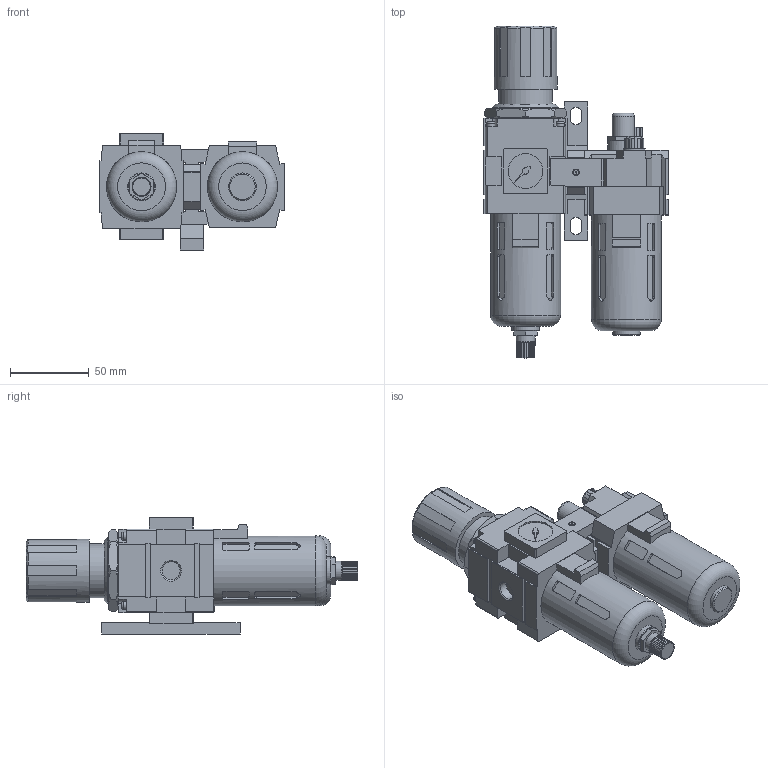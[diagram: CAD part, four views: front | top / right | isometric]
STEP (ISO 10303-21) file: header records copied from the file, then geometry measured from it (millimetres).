
FILE_DESCRIPTION(/* description */ ('STEP AP203'),/* implementation_level */ '2;1');
FILE_NAME(/* name */ 'EIC3010-022',/* time_stamp */ '2024-05-13T08:50:05+02:00',/* author */ ('License CC BY-ND 4.0'),/* organization */ ('CADENAS'),/* preprocessor_version */ 'ST-DEVELOPER v19.3',/* originating_system */ 'PARTsolutions',/* authorisation */ ' ');
FILE_SCHEMA (('CONFIG_CONTROL_DESIGN'));
Length unit declared in the file: millimetre
Products named in the file (5): EIC3010-022; EIC3010-022_dummy; EIW300-022(FR.L); T3000(FR-L); EIL3000-022(FR.L)
Assembly tree (4 placements, depth 2):
  EIC3010-022
    EIC3010-022_dummy
    EIW300-022(FR.L)
    T3000(FR-L)
    EIL3000-022(FR.L)
Bounding box: 117 x 210.5 x 73.6 mm (x, y, z)
Volume: 590421.6 mm3; surface area: 84072 mm2
Topology: 3 solids, 3 shells, 793 faces, 2123 edges, 1403 vertices
Faces by surface type: plane 579, cylinder 165, cone 41, torus 8
Full cylindrical faces by diameter (mm): 3.242 x4, 3.5 x1, 4.2 x1, 5 x5, 11.445 x4, 12 x4, 14 x1, 17.5 x2, 17.8 x2, 18.2 x2, 22 x1, 23.8 x2, 24.2 x2, 34 x1, 40 x1, 42 x1, 44.4 x2
Entity records: 27193 total; most frequent: CARTESIAN_POINT 4794, ORIENTED_EDGE 4064, DIRECTION 3863, EDGE_CURVE 2032, LINE 1443, VECTOR 1443, VERTEX_POINT 1380, AXIS2_PLACEMENT_3D 1210
